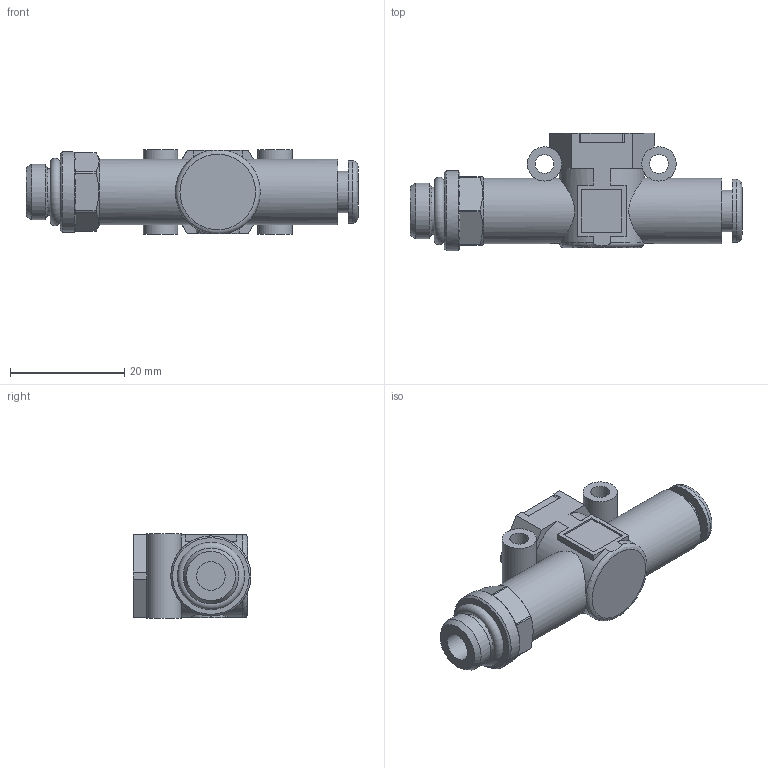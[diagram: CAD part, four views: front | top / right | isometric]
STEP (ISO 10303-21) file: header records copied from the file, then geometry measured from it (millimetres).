
FILE_DESCRIPTION( ( 'STEP AP214' ), ' ' );
FILE_NAME( '9064108.stp', '2017-03-31T09:54:13', ( '' ), ( '' ), ' ', 'PARTsolutions', ' ' );
FILE_SCHEMA( ( 'AUTOMOTIVE_DESIGN { 1 0 10303 214 1 1 1 1 }' ) );
Length unit declared in the file: millimetre
Products named in the file (5): 9064108; _LINE-ON-LINE D6 VSR-L body; _LINE-ON-LINE D6 VNR-L bushing; _LINE-ON-LINE D6-1/8 thread port; _LINE ON LINE D6 VNR-L plate
Assembly tree (4 placements, depth 2):
  9064108
    _LINE-ON-LINE D6 VSR-L body
    _LINE-ON-LINE D6 VNR-L bushing
    _LINE-ON-LINE D6-1/8 thread port
    _LINE ON LINE D6 VNR-L plate
Bounding box: 58 x 20.6 x 14.7 mm (x, y, z)
Volume: 5218.1 mm3; surface area: 6779.7 mm2
Topology: 4 solids, 4 shells, 157 faces, 371 edges, 240 vertices
Faces by surface type: plane 95, cylinder 51, cone 8, torus 3
Full cylindrical faces by diameter (mm): 3.3 x2, 3.5 x2, 4 x2, 5 x1, 6 x3, 6.2 x1, 7.2 x2, 7.4 x2, 7.6 x1, 8.1 x1, 8.2 x1, 9 x2, 9.6 x2, 9.728 x1, 10.3 x3, 11 x1, 11.4 x2, 11.6 x1, 14 x1
Entity records: 6148 total; most frequent: CARTESIAN_POINT 1325, DIRECTION 742, ORIENTED_EDGE 638, EDGE_CURVE 319, AXIS2_PLACEMENT_3D 291, EDGE_LOOP 232, VERTEX_POINT 232, FACE_OUTER_BOUND 191
